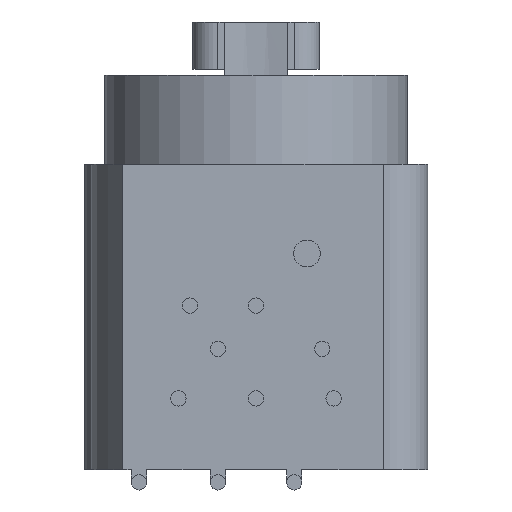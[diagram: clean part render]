
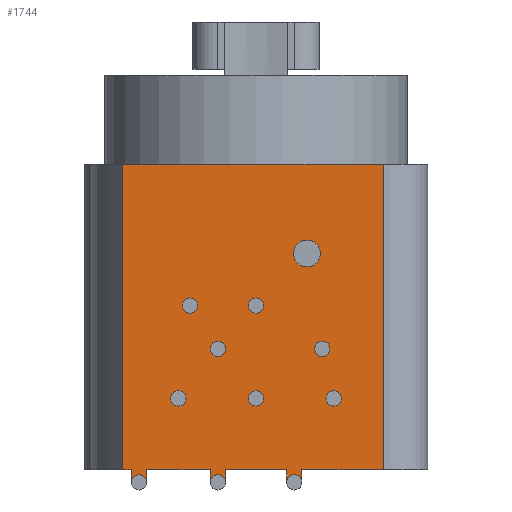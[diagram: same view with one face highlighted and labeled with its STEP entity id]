
A CAD part, front view. The second image highlights one B-rep face of the part: STEP entity #1744.
In plain terms, the highlighted planar face has unit normal (0, -1, 0).
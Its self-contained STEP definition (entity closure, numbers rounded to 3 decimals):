
#250=DIRECTION('',(1.,0.,0.));
#251=VECTOR('',#250,20.5);
#252=CARTESIAN_POINT('',(-10.5,-15.,0.));
#253=LINE('',#252,#251);
#322=DIRECTION('',(1.,0.,0.));
#323=VECTOR('',#322,6.4);
#324=CARTESIAN_POINT('',(3.6,-15.,-24.));
#325=LINE('',#324,#323);
#362=DIRECTION('',(1.,0.,0.));
#363=VECTOR('',#362,0.7);
#364=CARTESIAN_POINT('',(-10.5,-15.,-24.));
#365=LINE('',#364,#363);
#378=DIRECTION('',(1.,0.,0.));
#379=VECTOR('',#378,5.);
#380=CARTESIAN_POINT('',(-8.6,-15.,-24.));
#381=LINE('',#380,#379);
#394=DIRECTION('',(1.,0.,0.));
#395=VECTOR('',#394,4.8);
#396=CARTESIAN_POINT('',(-2.4,-15.,-24.));
#397=LINE('',#396,#395);
#453=CARTESIAN_POINT('',(4.,-15.,-7.));
#454=DIRECTION('',(0.,-1.,0.));
#455=DIRECTION('',(-1.,0.,0.));
#456=AXIS2_PLACEMENT_3D('',#453,#454,#455);
#458=CARTESIAN_POINT('',(4.,-15.,-7.));
#459=DIRECTION('',(0.,-1.,0.));
#460=DIRECTION('',(1.,0.,0.));
#461=AXIS2_PLACEMENT_3D('',#458,#459,#460);
#463=CARTESIAN_POINT('',(0.,-15.,-11.1));
#464=DIRECTION('',(0.,1.,0.));
#465=DIRECTION('',(-1.,0.,0.));
#466=AXIS2_PLACEMENT_3D('',#463,#464,#465);
#468=CARTESIAN_POINT('',(0.,-15.,-11.1));
#469=DIRECTION('',(0.,1.,0.));
#470=DIRECTION('',(1.,0.,0.));
#471=AXIS2_PLACEMENT_3D('',#468,#469,#470);
#473=CARTESIAN_POINT('',(-5.2,-15.,-11.1));
#474=DIRECTION('',(0.,1.,0.));
#475=DIRECTION('',(-1.,0.,0.));
#476=AXIS2_PLACEMENT_3D('',#473,#474,#475);
#478=CARTESIAN_POINT('',(-5.2,-15.,-11.1));
#479=DIRECTION('',(0.,1.,0.));
#480=DIRECTION('',(1.,0.,0.));
#481=AXIS2_PLACEMENT_3D('',#478,#479,#480);
#483=CARTESIAN_POINT('',(-3.,-15.,-14.5));
#484=DIRECTION('',(0.,1.,0.));
#485=DIRECTION('',(-1.,0.,0.));
#486=AXIS2_PLACEMENT_3D('',#483,#484,#485);
#488=CARTESIAN_POINT('',(-3.,-15.,-14.5));
#489=DIRECTION('',(0.,1.,0.));
#490=DIRECTION('',(1.,0.,0.));
#491=AXIS2_PLACEMENT_3D('',#488,#489,#490);
#493=CARTESIAN_POINT('',(5.2,-15.,-14.5));
#494=DIRECTION('',(0.,1.,0.));
#495=DIRECTION('',(-1.,0.,0.));
#496=AXIS2_PLACEMENT_3D('',#493,#494,#495);
#498=CARTESIAN_POINT('',(5.2,-15.,-14.5));
#499=DIRECTION('',(0.,1.,0.));
#500=DIRECTION('',(1.,0.,0.));
#501=AXIS2_PLACEMENT_3D('',#498,#499,#500);
#503=CARTESIAN_POINT('',(0.,-15.,-18.4));
#504=DIRECTION('',(0.,1.,0.));
#505=DIRECTION('',(-1.,0.,0.));
#506=AXIS2_PLACEMENT_3D('',#503,#504,#505);
#508=CARTESIAN_POINT('',(0.,-15.,-18.4));
#509=DIRECTION('',(0.,1.,0.));
#510=DIRECTION('',(1.,0.,0.));
#511=AXIS2_PLACEMENT_3D('',#508,#509,#510);
#513=CARTESIAN_POINT('',(6.1,-15.,-18.4));
#514=DIRECTION('',(0.,1.,0.));
#515=DIRECTION('',(-1.,0.,0.));
#516=AXIS2_PLACEMENT_3D('',#513,#514,#515);
#518=CARTESIAN_POINT('',(6.1,-15.,-18.4));
#519=DIRECTION('',(0.,1.,0.));
#520=DIRECTION('',(1.,0.,0.));
#521=AXIS2_PLACEMENT_3D('',#518,#519,#520);
#523=CARTESIAN_POINT('',(-6.1,-15.,-18.4));
#524=DIRECTION('',(0.,1.,0.));
#525=DIRECTION('',(-1.,0.,0.));
#526=AXIS2_PLACEMENT_3D('',#523,#524,#525);
#528=CARTESIAN_POINT('',(-6.1,-15.,-18.4));
#529=DIRECTION('',(0.,1.,0.));
#530=DIRECTION('',(1.,0.,0.));
#531=AXIS2_PLACEMENT_3D('',#528,#529,#530);
#533=DIRECTION('',(0.,0.,-1.));
#534=VECTOR('',#533,1.);
#535=CARTESIAN_POINT('',(-8.6,-15.,-24.));
#536=LINE('',#535,#534);
#537=DIRECTION('',(0.,0.,1.));
#538=VECTOR('',#537,1.);
#539=CARTESIAN_POINT('',(-9.8,-15.,-25.));
#540=LINE('',#539,#538);
#541=DIRECTION('',(0.,0.,-1.));
#542=VECTOR('',#541,24.);
#543=CARTESIAN_POINT('',(-10.5,-15.,0.));
#544=LINE('',#543,#542);
#545=DIRECTION('',(0.,0.,-1.));
#546=VECTOR('',#545,1.);
#547=CARTESIAN_POINT('',(3.6,-15.,-24.));
#548=LINE('',#547,#546);
#549=DIRECTION('',(0.,0.,1.));
#550=VECTOR('',#549,1.);
#551=CARTESIAN_POINT('',(2.4,-15.,-25.));
#552=LINE('',#551,#550);
#553=DIRECTION('',(0.,0.,-1.));
#554=VECTOR('',#553,1.);
#555=CARTESIAN_POINT('',(-2.4,-15.,-24.));
#556=LINE('',#555,#554);
#557=DIRECTION('',(0.,0.,1.));
#558=VECTOR('',#557,1.);
#559=CARTESIAN_POINT('',(-3.6,-15.,-25.));
#560=LINE('',#559,#558);
#735=CARTESIAN_POINT('',(3.,-15.,-25.));
#736=DIRECTION('',(0.,1.,0.));
#737=DIRECTION('',(-1.,0.,0.));
#738=AXIS2_PLACEMENT_3D('',#735,#736,#737);
#752=CARTESIAN_POINT('',(-3.,-15.,-25.));
#753=DIRECTION('',(0.,1.,0.));
#754=DIRECTION('',(-1.,0.,0.));
#755=AXIS2_PLACEMENT_3D('',#752,#753,#754);
#773=CARTESIAN_POINT('',(-9.2,-15.,-25.));
#774=DIRECTION('',(0.,1.,0.));
#775=DIRECTION('',(-1.,0.,0.));
#776=AXIS2_PLACEMENT_3D('',#773,#774,#775);
#822=DIRECTION('',(0.,0.,-1.));
#823=VECTOR('',#822,24.);
#824=CARTESIAN_POINT('',(10.,-15.,0.));
#825=LINE('',#824,#823);
#1186=CARTESIAN_POINT('',(-10.5,-15.,0.));
#1187=VERTEX_POINT('',#1186);
#1188=CARTESIAN_POINT('',(10.,-15.,0.));
#1189=VERTEX_POINT('',#1188);
#1212=CARTESIAN_POINT('',(-10.5,-15.,-24.));
#1213=VERTEX_POINT('',#1212);
#1214=CARTESIAN_POINT('',(10.,-15.,-24.));
#1216=VERTEX_POINT('',#1214);
#1270=CARTESIAN_POINT('',(2.95,-15.,-7.));
#1271=CARTESIAN_POINT('',(5.05,-15.,-7.));
#1272=VERTEX_POINT('',#1270);
#1273=VERTEX_POINT('',#1271);
#1370=CARTESIAN_POINT('',(-0.6,-15.,-11.1));
#1371=CARTESIAN_POINT('',(0.6,-15.,-11.1));
#1372=VERTEX_POINT('',#1370);
#1373=VERTEX_POINT('',#1371);
#1374=CARTESIAN_POINT('',(-5.8,-15.,-11.1));
#1375=CARTESIAN_POINT('',(-4.6,-15.,-11.1));
#1376=VERTEX_POINT('',#1374);
#1377=VERTEX_POINT('',#1375);
#1378=CARTESIAN_POINT('',(-3.6,-15.,-14.5));
#1379=CARTESIAN_POINT('',(-2.4,-15.,-14.5));
#1380=VERTEX_POINT('',#1378);
#1381=VERTEX_POINT('',#1379);
#1382=CARTESIAN_POINT('',(4.6,-15.,-14.5));
#1383=CARTESIAN_POINT('',(5.8,-15.,-14.5));
#1384=VERTEX_POINT('',#1382);
#1385=VERTEX_POINT('',#1383);
#1386=CARTESIAN_POINT('',(-0.6,-15.,-18.4));
#1387=CARTESIAN_POINT('',(0.6,-15.,-18.4));
#1388=VERTEX_POINT('',#1386);
#1389=VERTEX_POINT('',#1387);
#1390=CARTESIAN_POINT('',(5.5,-15.,-18.4));
#1391=CARTESIAN_POINT('',(6.7,-15.,-18.4));
#1392=VERTEX_POINT('',#1390);
#1393=VERTEX_POINT('',#1391);
#1394=CARTESIAN_POINT('',(-6.7,-15.,-18.4));
#1395=CARTESIAN_POINT('',(-5.5,-15.,-18.4));
#1396=VERTEX_POINT('',#1394);
#1397=VERTEX_POINT('',#1395);
#1422=CARTESIAN_POINT('',(3.6,-15.,-24.));
#1423=VERTEX_POINT('',#1422);
#1424=CARTESIAN_POINT('',(2.4,-15.,-24.));
#1425=VERTEX_POINT('',#1424);
#1426=CARTESIAN_POINT('',(-2.4,-15.,-24.));
#1427=VERTEX_POINT('',#1426);
#1428=CARTESIAN_POINT('',(-3.6,-15.,-24.));
#1429=VERTEX_POINT('',#1428);
#1430=CARTESIAN_POINT('',(-9.8,-15.,-24.));
#1431=VERTEX_POINT('',#1430);
#1432=CARTESIAN_POINT('',(-8.6,-15.,-24.));
#1433=VERTEX_POINT('',#1432);
#1434=CARTESIAN_POINT('',(2.4,-15.,-25.));
#1435=CARTESIAN_POINT('',(3.6,-15.,-25.));
#1436=VERTEX_POINT('',#1434);
#1437=VERTEX_POINT('',#1435);
#1438=CARTESIAN_POINT('',(-3.6,-15.,-25.));
#1439=CARTESIAN_POINT('',(-2.4,-15.,-25.));
#1440=VERTEX_POINT('',#1438);
#1441=VERTEX_POINT('',#1439);
#1442=CARTESIAN_POINT('',(-9.8,-15.,-25.));
#1443=CARTESIAN_POINT('',(-8.6,-15.,-25.));
#1444=VERTEX_POINT('',#1442);
#1445=VERTEX_POINT('',#1443);
#1663=CARTESIAN_POINT('',(-10.5,-15.,0.));
#1664=DIRECTION('',(0.,-1.,0.));
#1665=DIRECTION('',(1.,0.,0.));
#1666=AXIS2_PLACEMENT_3D('',#1663,#1664,#1665);
#1667=PLANE('',#1666);
#1668=ORIENTED_EDGE('',*,*,#1553,.F.);
#1670=ORIENTED_EDGE('',*,*,#1669,.T.);
#1672=ORIENTED_EDGE('',*,*,#1671,.F.);
#1674=ORIENTED_EDGE('',*,*,#1673,.T.);
#1675=ORIENTED_EDGE('',*,*,#1545,.F.);
#1677=ORIENTED_EDGE('',*,*,#1676,.F.);
#1678=ORIENTED_EDGE('',*,*,#1457,.T.);
#1680=ORIENTED_EDGE('',*,*,#1679,.T.);
#1681=ORIENTED_EDGE('',*,*,#1527,.F.);
#1683=ORIENTED_EDGE('',*,*,#1682,.T.);
#1685=ORIENTED_EDGE('',*,*,#1684,.F.);
#1686=ORIENTED_EDGE('',*,*,#1655,.T.);
#1687=ORIENTED_EDGE('',*,*,#1561,.F.);
#1689=ORIENTED_EDGE('',*,*,#1688,.T.);
#1691=ORIENTED_EDGE('',*,*,#1690,.F.);
#1693=ORIENTED_EDGE('',*,*,#1692,.T.);
#1694=EDGE_LOOP('',(#1668,#1670,#1672,#1674,#1675,#1677,#1678,#1680,#1681,#1683,
#1685,#1686,#1687,#1689,#1691,#1693));
#1695=FACE_OUTER_BOUND('',#1694,.F.);
#1697=ORIENTED_EDGE('',*,*,#1696,.F.);
#1699=ORIENTED_EDGE('',*,*,#1698,.F.);
#1700=EDGE_LOOP('',(#1697,#1699));
#1701=FACE_BOUND('',#1700,.F.);
#1703=ORIENTED_EDGE('',*,*,#1702,.F.);
#1705=ORIENTED_EDGE('',*,*,#1704,.F.);
#1706=EDGE_LOOP('',(#1703,#1705));
#1707=FACE_BOUND('',#1706,.F.);
#1709=ORIENTED_EDGE('',*,*,#1708,.F.);
#1711=ORIENTED_EDGE('',*,*,#1710,.F.);
#1712=EDGE_LOOP('',(#1709,#1711));
#1713=FACE_BOUND('',#1712,.F.);
#1715=ORIENTED_EDGE('',*,*,#1714,.F.);
#1717=ORIENTED_EDGE('',*,*,#1716,.F.);
#1718=EDGE_LOOP('',(#1715,#1717));
#1719=FACE_BOUND('',#1718,.F.);
#1721=ORIENTED_EDGE('',*,*,#1720,.F.);
#1723=ORIENTED_EDGE('',*,*,#1722,.F.);
#1724=EDGE_LOOP('',(#1721,#1723));
#1725=FACE_BOUND('',#1724,.F.);
#1727=ORIENTED_EDGE('',*,*,#1726,.F.);
#1729=ORIENTED_EDGE('',*,*,#1728,.F.);
#1730=EDGE_LOOP('',(#1727,#1729));
#1731=FACE_BOUND('',#1730,.F.);
#1733=ORIENTED_EDGE('',*,*,#1732,.F.);
#1735=ORIENTED_EDGE('',*,*,#1734,.F.);
#1736=EDGE_LOOP('',(#1733,#1735));
#1737=FACE_BOUND('',#1736,.F.);
#1739=ORIENTED_EDGE('',*,*,#1738,.T.);
#1741=ORIENTED_EDGE('',*,*,#1740,.T.);
#1742=EDGE_LOOP('',(#1739,#1741));
#1743=FACE_BOUND('',#1742,.F.);
#457=CIRCLE('',#456,1.05);
#462=CIRCLE('',#461,1.05);
#467=CIRCLE('',#466,0.6);
#472=CIRCLE('',#471,0.6);
#477=CIRCLE('',#476,0.6);
#482=CIRCLE('',#481,0.6);
#487=CIRCLE('',#486,0.6);
#492=CIRCLE('',#491,0.6);
#497=CIRCLE('',#496,0.6);
#502=CIRCLE('',#501,0.6);
#507=CIRCLE('',#506,0.6);
#512=CIRCLE('',#511,0.6);
#517=CIRCLE('',#516,0.6);
#522=CIRCLE('',#521,0.6);
#527=CIRCLE('',#526,0.6);
#532=CIRCLE('',#531,0.6);
#739=CIRCLE('',#738,0.6);
#756=CIRCLE('',#755,0.6);
#777=CIRCLE('',#776,0.6);
#1457=EDGE_CURVE('',#1187,#1189,#253,.T.);
#1527=EDGE_CURVE('',#1423,#1216,#325,.T.);
#1545=EDGE_CURVE('',#1213,#1431,#365,.T.);
#1553=EDGE_CURVE('',#1433,#1429,#381,.T.);
#1561=EDGE_CURVE('',#1427,#1425,#397,.T.);
#1655=EDGE_CURVE('',#1436,#1425,#552,.T.);
#1669=EDGE_CURVE('',#1433,#1445,#536,.T.);
#1671=EDGE_CURVE('',#1444,#1445,#777,.T.);
#1673=EDGE_CURVE('',#1444,#1431,#540,.T.);
#1676=EDGE_CURVE('',#1187,#1213,#544,.T.);
#1679=EDGE_CURVE('',#1189,#1216,#825,.T.);
#1682=EDGE_CURVE('',#1423,#1437,#548,.T.);
#1684=EDGE_CURVE('',#1436,#1437,#739,.T.);
#1688=EDGE_CURVE('',#1427,#1441,#556,.T.);
#1690=EDGE_CURVE('',#1440,#1441,#756,.T.);
#1692=EDGE_CURVE('',#1440,#1429,#560,.T.);
#1696=EDGE_CURVE('',#1372,#1373,#467,.T.);
#1698=EDGE_CURVE('',#1373,#1372,#472,.T.);
#1702=EDGE_CURVE('',#1376,#1377,#477,.T.);
#1704=EDGE_CURVE('',#1377,#1376,#482,.T.);
#1708=EDGE_CURVE('',#1380,#1381,#487,.T.);
#1710=EDGE_CURVE('',#1381,#1380,#492,.T.);
#1714=EDGE_CURVE('',#1384,#1385,#497,.T.);
#1716=EDGE_CURVE('',#1385,#1384,#502,.T.);
#1720=EDGE_CURVE('',#1388,#1389,#507,.T.);
#1722=EDGE_CURVE('',#1389,#1388,#512,.T.);
#1726=EDGE_CURVE('',#1392,#1393,#517,.T.);
#1728=EDGE_CURVE('',#1393,#1392,#522,.T.);
#1732=EDGE_CURVE('',#1396,#1397,#527,.T.);
#1734=EDGE_CURVE('',#1397,#1396,#532,.T.);
#1738=EDGE_CURVE('',#1272,#1273,#457,.T.);
#1740=EDGE_CURVE('',#1273,#1272,#462,.T.);
#1744=ADVANCED_FACE('',(#1695,#1701,#1707,#1713,#1719,#1725,#1731,#1737,#1743),
#1667,.T.);
